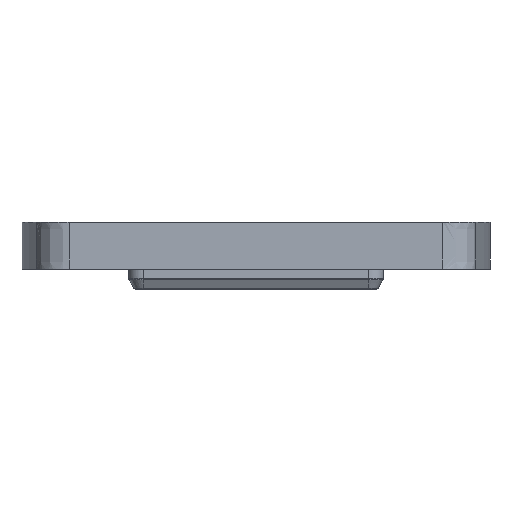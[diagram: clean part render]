
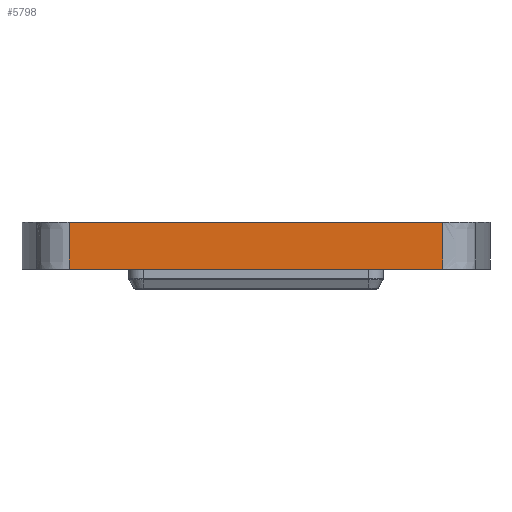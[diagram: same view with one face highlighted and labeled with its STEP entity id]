
A CAD part, left-side view. The second image highlights one B-rep face of the part: STEP entity #5798.
In plain terms, the highlighted planar face has unit normal (-1, 0, 0).
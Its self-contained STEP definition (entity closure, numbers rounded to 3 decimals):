
#5785=AXIS2_PLACEMENT_3D('Plane Axis2P3D',#5782,#5783,#5784) ;
#127=CARTESIAN_POINT('Vertex',(0.,71.939,11.5)) ;
#130=CARTESIAN_POINT('Line Origine',(0.,40.,11.5)) ;
#134=CARTESIAN_POINT('Vertex',(0.,8.061,11.5)) ;
#3086=CARTESIAN_POINT('Vertex',(0.,8.061,3.5)) ;
#3089=CARTESIAN_POINT('Line Origine',(0.,40.,3.5)) ;
#3093=CARTESIAN_POINT('Vertex',(0.,71.939,3.5)) ;
#5770=CARTESIAN_POINT('Line Origine',(0.,71.939,3.5)) ;
#5782=CARTESIAN_POINT('Axis2P3D Location',(0.,8.061,3.5)) ;
#5787=CARTESIAN_POINT('Line Origine',(0.,8.061,7.5)) ;
#131=DIRECTION('Vector Direction',(0.,1.,0.)) ;
#3090=DIRECTION('Vector Direction',(0.,1.,0.)) ;
#5771=DIRECTION('Vector Direction',(0.,0.,-1.)) ;
#5783=DIRECTION('Axis2P3D Direction',(-1.,0.,0.)) ;
#5784=DIRECTION('Axis2P3D XDirection',(0.,1.,0.)) ;
#5788=DIRECTION('Vector Direction',(0.,0.,1.)) ;
#132=VECTOR('Line Direction',#131,1.) ;
#3091=VECTOR('Line Direction',#3090,1.) ;
#5772=VECTOR('Line Direction',#5771,1.) ;
#5789=VECTOR('Line Direction',#5788,1.) ;
#5793=ORIENTED_EDGE('',*,*,#5791,.T.) ;
#5794=ORIENTED_EDGE('',*,*,#136,.T.) ;
#5795=ORIENTED_EDGE('',*,*,#5774,.F.) ;
#5796=ORIENTED_EDGE('',*,*,#3095,.F.) ;
#5798=ADVANCED_FACE('2584260000_CABTITE FRL 4-1 BK.2\\67130_CABTITE_FRL_4-1_BK.2',(#5797),#5786,.T.) ;
#136=EDGE_CURVE('',#135,#128,#133,.T.) ;
#3095=EDGE_CURVE('',#3087,#3094,#3092,.T.) ;
#5774=EDGE_CURVE('',#3094,#128,#5773,.F.) ;
#5791=EDGE_CURVE('',#3087,#135,#5790,.T.) ;
#5792=EDGE_LOOP('',(#5793,#5794,#5795,#5796)) ;
#5797=FACE_OUTER_BOUND('',#5792,.T.) ;
#133=LINE('Line',#130,#132) ;
#3092=LINE('Line',#3089,#3091) ;
#5773=LINE('Line',#5770,#5772) ;
#5790=LINE('Line',#5787,#5789) ;
#5786=PLANE('',#5785) ;
#128=VERTEX_POINT('',#127) ;
#135=VERTEX_POINT('',#134) ;
#3087=VERTEX_POINT('',#3086) ;
#3094=VERTEX_POINT('',#3093) ;
